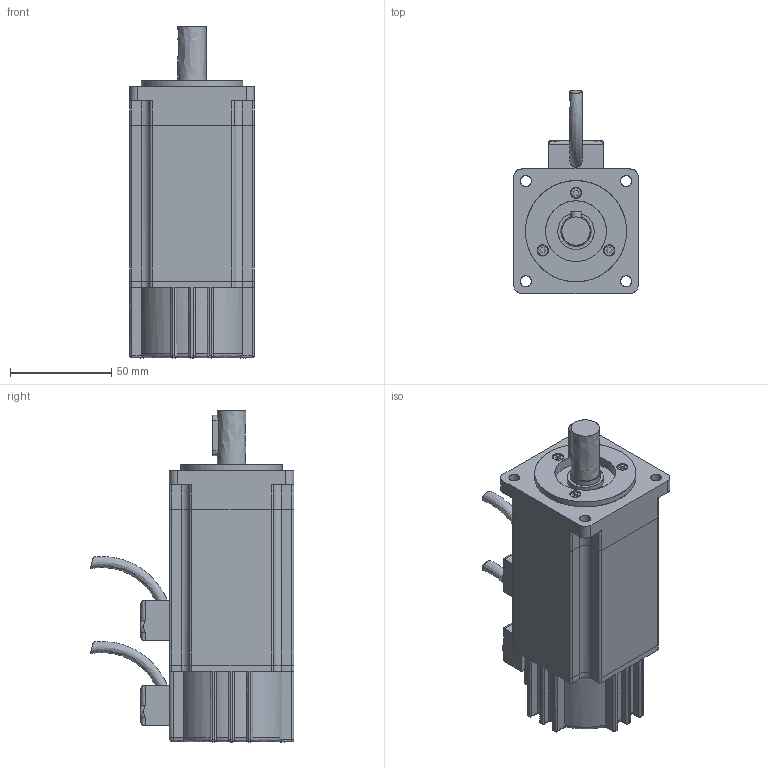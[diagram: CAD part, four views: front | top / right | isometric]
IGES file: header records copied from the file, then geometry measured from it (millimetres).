
Start section: C
Global section: file name: MTM060401C-N1SEK.igs; native system: By Siemens PLM Incorporated; preprocessor: XPlus GENERIC/IGES 17.0.49; author: Author; organization: Title; date: 20170217.130412; units: millimetre
Bounding box: 61.5 x 100.55 x 164 mm (x, y, z)
Surface area: 56939.3 mm2 (no closed solid volume)
Topology: 0 solids, 0 shells, 344 faces, 1833 edges, 1813 vertices
Faces by surface type: bspline 344
